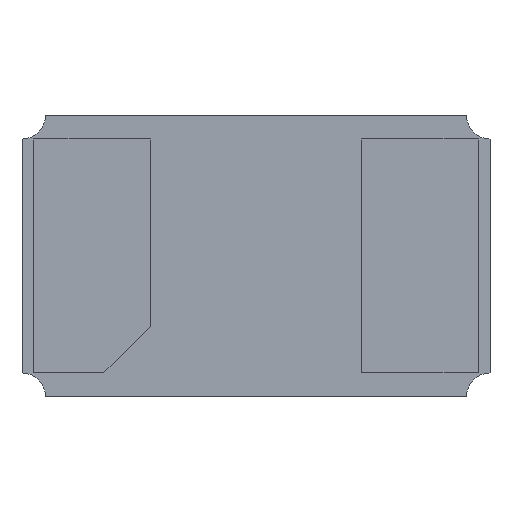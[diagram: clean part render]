
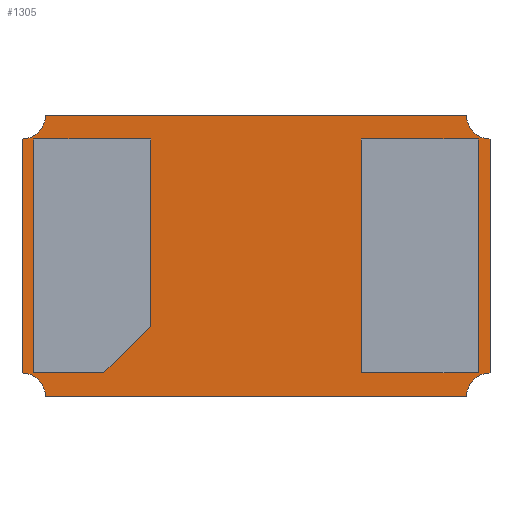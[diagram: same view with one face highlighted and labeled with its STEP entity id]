
A CAD part, front view. The second image highlights one B-rep face of the part: STEP entity #1305.
In plain terms, the highlighted planar face has unit normal (0, -1, 0).
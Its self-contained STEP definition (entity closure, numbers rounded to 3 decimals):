
#5 = VERTEX_POINT ( 'NONE', #163 ) ;
#22 = CARTESIAN_POINT ( 'NONE',  ( -0.65, 0., -0.5 ) ) ;
#34 = DIRECTION ( 'NONE',  ( -1., 0., 0. ) ) ;
#40 = CARTESIAN_POINT ( 'NONE',  ( 1., 0., 0. ) ) ;
#45 = DIRECTION ( 'NONE',  ( 0., 0., -1. ) ) ;
#52 = LINE ( 'NONE', #701, #264 ) ;
#54 = CIRCLE ( 'NONE', #999, 0.1 ) ;
#61 = CARTESIAN_POINT ( 'NONE',  ( 0.95, 0., -0.5 ) ) ;
#77 = VERTEX_POINT ( 'NONE', #1556 ) ;
#95 = LINE ( 'NONE', #993, #931 ) ;
#112 = DIRECTION ( 'NONE',  ( 0., 1., 0. ) ) ;
#117 = EDGE_LOOP ( 'NONE', ( #387, #572, #1197, #625, #663 ) ) ;
#118 = EDGE_LOOP ( 'NONE', ( #664, #302, #1485, #372, #1573, #964, #1240, #388 ) ) ;
#125 = LINE ( 'NONE', #816, #774 ) ;
#128 = LINE ( 'NONE', #1126, #649 ) ;
#130 = CARTESIAN_POINT ( 'NONE',  ( 1., 0., -0.6 ) ) ;
#131 = AXIS2_PLACEMENT_3D ( 'NONE', #1238, #392, #1019 ) ;
#139 = CARTESIAN_POINT ( 'NONE',  ( 0., 0., 0. ) ) ;
#152 = CARTESIAN_POINT ( 'NONE',  ( -0.95, 0., -0.5 ) ) ;
#154 = VERTEX_POINT ( 'NONE', #824 ) ;
#163 = CARTESIAN_POINT ( 'NONE',  ( 0.9, 0., 0.6 ) ) ;
#192 = VERTEX_POINT ( 'NONE', #1069 ) ;
#201 = VERTEX_POINT ( 'NONE', #439 ) ;
#203 = VERTEX_POINT ( 'NONE', #1323 ) ;
#210 = CIRCLE ( 'NONE', #711, 0.1 ) ;
#226 = VERTEX_POINT ( 'NONE', #1478 ) ;
#245 = ORIENTED_EDGE ( 'NONE', *, *, #1446, .F. ) ;
#256 = ORIENTED_EDGE ( 'NONE', *, *, #764, .F. ) ;
#259 = DIRECTION ( 'NONE',  ( 0., 0., 1. ) ) ;
#264 = VECTOR ( 'NONE', #966, 1000. ) ;
#269 = PLANE ( 'NONE',  #1091 ) ;
#275 = EDGE_CURVE ( 'NONE', #77, #201, #775, .T. ) ;
#298 = DIRECTION ( 'NONE',  ( 0., 0., -1. ) ) ;
#302 = ORIENTED_EDGE ( 'NONE', *, *, #1142, .F. ) ;
#317 = EDGE_CURVE ( 'NONE', #192, #5, #54, .T. ) ;
#332 = CARTESIAN_POINT ( 'NONE',  ( -0.9, 0., -0.6 ) ) ;
#335 = EDGE_CURVE ( 'NONE', #201, #492, #95, .T. ) ;
#348 = VECTOR ( 'NONE', #1423, 1000. ) ;
#357 = EDGE_CURVE ( 'NONE', #1517, #710, #1359, .T. ) ;
#371 = DIRECTION ( 'NONE',  ( 0., 0., -1. ) ) ;
#372 = ORIENTED_EDGE ( 'NONE', *, *, #335, .T. ) ;
#375 = EDGE_LOOP ( 'NONE', ( #1056, #504, #256, #245 ) ) ;
#387 = ORIENTED_EDGE ( 'NONE', *, *, #611, .F. ) ;
#388 = ORIENTED_EDGE ( 'NONE', *, *, #1157, .F. ) ;
#390 = EDGE_CURVE ( 'NONE', #1329, #1367, #128, .T. ) ;
#392 = DIRECTION ( 'NONE',  ( 0., 1., 0. ) ) ;
#403 = CARTESIAN_POINT ( 'NONE',  ( -0.95, 0., 0.5 ) ) ;
#424 = CARTESIAN_POINT ( 'NONE',  ( 0., 0., -0.6 ) ) ;
#439 = CARTESIAN_POINT ( 'NONE',  ( -1., 0., 0.5 ) ) ;
#452 = DIRECTION ( 'NONE',  ( 1., 0., 0. ) ) ;
#490 = LINE ( 'NONE', #797, #348 ) ;
#491 = DIRECTION ( 'NONE',  ( 0., 1., 0. ) ) ;
#492 = VERTEX_POINT ( 'NONE', #1512 ) ;
#504 = ORIENTED_EDGE ( 'NONE', *, *, #1345, .F. ) ;
#523 = VECTOR ( 'NONE', #655, 1000. ) ;
#563 = VERTEX_POINT ( 'NONE', #1309 ) ;
#572 = ORIENTED_EDGE ( 'NONE', *, *, #357, .F. ) ;
#575 = EDGE_CURVE ( 'NONE', #1264, #226, #125, .T. ) ;
#611 = EDGE_CURVE ( 'NONE', #710, #1329, #1572, .T. ) ;
#625 = ORIENTED_EDGE ( 'NONE', *, *, #757, .F. ) ;
#627 = DIRECTION ( 'NONE',  ( 0., 0., 1. ) ) ;
#628 = FACE_OUTER_BOUND ( 'NONE', #118, .T. ) ;
#629 = DIRECTION ( 'NONE',  ( 0., 0., 1. ) ) ;
#645 = VECTOR ( 'NONE', #45, 1000. ) ;
#646 = DIRECTION ( 'NONE',  ( 0.707, 0., 0.707 ) ) ;
#649 = VECTOR ( 'NONE', #371, 1000. ) ;
#655 = DIRECTION ( 'NONE',  ( 0., 0., 1. ) ) ;
#663 = ORIENTED_EDGE ( 'NONE', *, *, #390, .F. ) ;
#664 = ORIENTED_EDGE ( 'NONE', *, *, #317, .T. ) ;
#680 = DIRECTION ( 'NONE',  ( -1., 0., 0. ) ) ;
#701 = CARTESIAN_POINT ( 'NONE',  ( -0.95, 0., -0.5 ) ) ;
#710 = VERTEX_POINT ( 'NONE', #943 ) ;
#711 = AXIS2_PLACEMENT_3D ( 'NONE', #130, #1016, #259 ) ;
#715 = FACE_BOUND ( 'NONE', #117, .T. ) ;
#750 = VERTEX_POINT ( 'NONE', #332 ) ;
#757 = EDGE_CURVE ( 'NONE', #1367, #203, #52, .T. ) ;
#764 = EDGE_CURVE ( 'NONE', #951, #154, #1509, .T. ) ;
#772 = LINE ( 'NONE', #424, #1526 ) ;
#774 = VECTOR ( 'NONE', #680, 1000. ) ;
#775 = CIRCLE ( 'NONE', #1469, 0.1 ) ;
#797 = CARTESIAN_POINT ( 'NONE',  ( 0., 0., 0.6 ) ) ;
#816 = CARTESIAN_POINT ( 'NONE',  ( 0.95, 0., 0.5 ) ) ;
#824 = CARTESIAN_POINT ( 'NONE',  ( 0.95, 0., -0.5 ) ) ;
#874 = CARTESIAN_POINT ( 'NONE',  ( 0.45, 0., -0.5 ) ) ;
#890 = DIRECTION ( 'NONE',  ( 0., 1., 0. ) ) ;
#896 = EDGE_CURVE ( 'NONE', #492, #750, #968, .T. ) ;
#931 = VECTOR ( 'NONE', #1234, 1000. ) ;
#943 = CARTESIAN_POINT ( 'NONE',  ( -0.45, 0., 0.5 ) ) ;
#944 = EDGE_CURVE ( 'NONE', #203, #1517, #1097, .T. ) ;
#945 = DIRECTION ( 'NONE',  ( 1., 0., 0. ) ) ;
#951 = VERTEX_POINT ( 'NONE', #874 ) ;
#964 = ORIENTED_EDGE ( 'NONE', *, *, #1497, .T. ) ;
#966 = DIRECTION ( 'NONE',  ( 1., 0., 0. ) ) ;
#968 = CIRCLE ( 'NONE', #131, 0.1 ) ;
#993 = CARTESIAN_POINT ( 'NONE',  ( -1., 0., 0. ) ) ;
#999 = AXIS2_PLACEMENT_3D ( 'NONE', #1243, #491, #629 ) ;
#1016 = DIRECTION ( 'NONE',  ( 0., 1., 0. ) ) ;
#1019 = DIRECTION ( 'NONE',  ( 0., 0., 1. ) ) ;
#1020 = CARTESIAN_POINT ( 'NONE',  ( -0.95, 0., 0.5 ) ) ;
#1056 = ORIENTED_EDGE ( 'NONE', *, *, #575, .F. ) ;
#1069 = CARTESIAN_POINT ( 'NONE',  ( 1., 0., 0.5 ) ) ;
#1080 = VECTOR ( 'NONE', #298, 1000. ) ;
#1091 = AXIS2_PLACEMENT_3D ( 'NONE', #139, #890, #1514 ) ;
#1097 = LINE ( 'NONE', #22, #1216 ) ;
#1111 = CARTESIAN_POINT ( 'NONE',  ( -0.45, 0., -0.3 ) ) ;
#1119 = CARTESIAN_POINT ( 'NONE',  ( -1., 0., 0.6 ) ) ;
#1126 = CARTESIAN_POINT ( 'NONE',  ( -0.95, 0., -0.5 ) ) ;
#1142 = EDGE_CURVE ( 'NONE', #77, #5, #490, .T. ) ;
#1143 = CARTESIAN_POINT ( 'NONE',  ( 1., 0., -0.5 ) ) ;
#1147 = CARTESIAN_POINT ( 'NONE',  ( 0.95, 0., -0.5 ) ) ;
#1157 = EDGE_CURVE ( 'NONE', #192, #1358, #1453, .T. ) ;
#1197 = ORIENTED_EDGE ( 'NONE', *, *, #944, .F. ) ;
#1216 = VECTOR ( 'NONE', #646, 1000. ) ;
#1234 = DIRECTION ( 'NONE',  ( 0., 0., -1. ) ) ;
#1238 = CARTESIAN_POINT ( 'NONE',  ( -1., 0., -0.6 ) ) ;
#1240 = ORIENTED_EDGE ( 'NONE', *, *, #1351, .T. ) ;
#1243 = CARTESIAN_POINT ( 'NONE',  ( 1., 0., 0.6 ) ) ;
#1257 = VECTOR ( 'NONE', #1623, 1000. ) ;
#1264 = VERTEX_POINT ( 'NONE', #1479 ) ;
#1269 = LINE ( 'NONE', #1315, #1080 ) ;
#1294 = FACE_BOUND ( 'NONE', #375, .T. ) ;
#1305 = ADVANCED_FACE ( 'NONE', ( #715, #1294, #628 ), #269, .F. ) ;
#1309 = CARTESIAN_POINT ( 'NONE',  ( 0.9, 0., -0.6 ) ) ;
#1315 = CARTESIAN_POINT ( 'NONE',  ( 0.45, 0., -0.3 ) ) ;
#1323 = CARTESIAN_POINT ( 'NONE',  ( -0.65, 0., -0.5 ) ) ;
#1329 = VERTEX_POINT ( 'NONE', #1020 ) ;
#1345 = EDGE_CURVE ( 'NONE', #154, #1264, #1570, .T. ) ;
#1351 = EDGE_CURVE ( 'NONE', #563, #1358, #210, .T. ) ;
#1358 = VERTEX_POINT ( 'NONE', #1143 ) ;
#1359 = LINE ( 'NONE', #1111, #1257 ) ;
#1367 = VERTEX_POINT ( 'NONE', #152 ) ;
#1423 = DIRECTION ( 'NONE',  ( 1., 0., 0. ) ) ;
#1446 = EDGE_CURVE ( 'NONE', #226, #951, #1269, .T. ) ;
#1453 = LINE ( 'NONE', #40, #645 ) ;
#1469 = AXIS2_PLACEMENT_3D ( 'NONE', #1119, #112, #627 ) ;
#1473 = VECTOR ( 'NONE', #452, 1000. ) ;
#1478 = CARTESIAN_POINT ( 'NONE',  ( 0.45, 0., 0.5 ) ) ;
#1479 = CARTESIAN_POINT ( 'NONE',  ( 0.95, 0., 0.5 ) ) ;
#1485 = ORIENTED_EDGE ( 'NONE', *, *, #275, .T. ) ;
#1497 = EDGE_CURVE ( 'NONE', #750, #563, #772, .T. ) ;
#1509 = LINE ( 'NONE', #61, #1473 ) ;
#1512 = CARTESIAN_POINT ( 'NONE',  ( -1., 0., -0.5 ) ) ;
#1514 = DIRECTION ( 'NONE',  ( 0., 0., 1. ) ) ;
#1517 = VERTEX_POINT ( 'NONE', #1554 ) ;
#1526 = VECTOR ( 'NONE', #945, 1000. ) ;
#1554 = CARTESIAN_POINT ( 'NONE',  ( -0.45, 0., -0.3 ) ) ;
#1556 = CARTESIAN_POINT ( 'NONE',  ( -0.9, 0., 0.6 ) ) ;
#1570 = LINE ( 'NONE', #1147, #523 ) ;
#1572 = LINE ( 'NONE', #403, #1615 ) ;
#1573 = ORIENTED_EDGE ( 'NONE', *, *, #896, .T. ) ;
#1615 = VECTOR ( 'NONE', #34, 1000. ) ;
#1623 = DIRECTION ( 'NONE',  ( 0., 0., 1. ) ) ;
